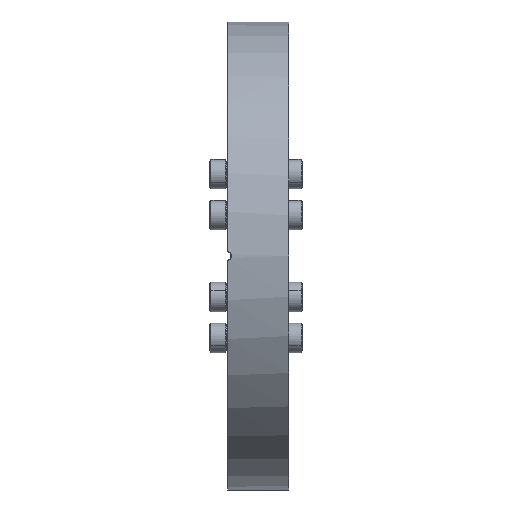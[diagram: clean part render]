
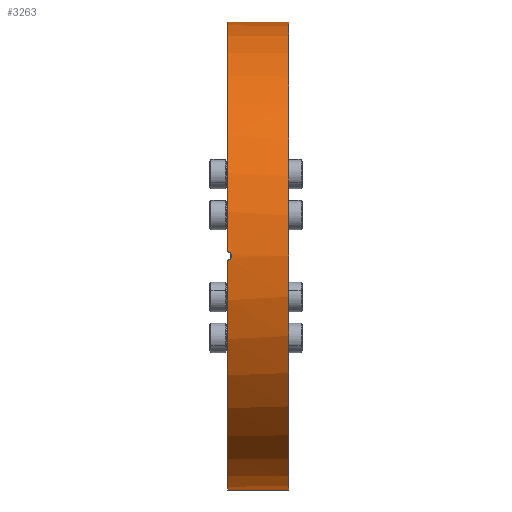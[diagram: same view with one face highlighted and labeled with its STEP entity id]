
A CAD part, left-side view. The second image highlights one B-rep face of the part: STEP entity #3263.
In plain terms, the highlighted cylindrical face has radius 57.15 mm (diameter 114.3 mm), a partial arc.
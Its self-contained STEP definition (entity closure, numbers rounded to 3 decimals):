
#9 = DIRECTION ( 'NONE',  ( 0., 1., 0. ) ) ;
#213 = CARTESIAN_POINT ( 'NONE',  ( -57.141, -0.132, 1. ) ) ;
#225 = CARTESIAN_POINT ( 'NONE',  ( -57.15, -0.974, 0.263 ) ) ;
#300 = EDGE_CURVE ( 'NONE', #606, #2274, #1257, .T. ) ;
#417 = ORIENTED_EDGE ( 'NONE', *, *, #4221, .F. ) ;
#458 = VERTEX_POINT ( 'NONE', #3358 ) ;
#473 = CARTESIAN_POINT ( 'NONE',  ( -57.141, 0., 1. ) ) ;
#504 = DIRECTION ( 'NONE',  ( 0., 1., 0. ) ) ;
#520 = CARTESIAN_POINT ( 'NONE',  ( 0., -15., 0. ) ) ;
#528 = CARTESIAN_POINT ( 'NONE',  ( -57.147, -0.801, -0.613 ) ) ;
#606 = VERTEX_POINT ( 'NONE', #473 ) ;
#843 = CARTESIAN_POINT ( 'NONE',  ( -57.141, -0.264, -1. ) ) ;
#949 = CIRCLE ( 'NONE', #1373, 57.15 ) ;
#1005 = CARTESIAN_POINT ( 'NONE',  ( 0., -15., 57.15 ) ) ;
#1028 = CARTESIAN_POINT ( 'NONE',  ( 0., 0., 0. ) ) ;
#1173 = CARTESIAN_POINT ( 'NONE',  ( -57.141, 0., -1. ) ) ;
#1196 = CARTESIAN_POINT ( 'NONE',  ( -57.141, 0., 1. ) ) ;
#1216 = EDGE_LOOP ( 'NONE', ( #1768, #3889, #2743, #417, #2936, #2703 ) ) ;
#1232 = VERTEX_POINT ( 'NONE', #4222 ) ;
#1257 = B_SPLINE_CURVE_WITH_KNOTS ( 'NONE', 3,
 ( #1196, #213, #1864, #2785, #3439, #3805, #1486, #225, #3129, #1809, #2137, #2471, #528, #1498, #843, #1173 ),
 .UNSPECIFIED., .F., .F.,
 ( 4, 2, 2, 2, 2, 2, 2, 4 ),
 ( 0., 0., 0.001, 0.001, 0.002, 0.002, 0.002, 0.003 ),
 .UNSPECIFIED. ) ;
#1319 = EDGE_CURVE ( 'NONE', #4116, #3147, #2327, .T. ) ;
#1373 = AXIS2_PLACEMENT_3D ( 'NONE', #1548, #1566, #4168 ) ;
#1378 = EDGE_CURVE ( 'NONE', #458, #2274, #3614, .T. ) ;
#1486 = CARTESIAN_POINT ( 'NONE',  ( -57.148, -0.874, 0.503 ) ) ;
#1498 = CARTESIAN_POINT ( 'NONE',  ( -57.143, -0.521, -0.893 ) ) ;
#1548 = CARTESIAN_POINT ( 'NONE',  ( 0., -15., 0. ) ) ;
#1566 = DIRECTION ( 'NONE',  ( 0., 1., 0. ) ) ;
#1768 = ORIENTED_EDGE ( 'NONE', *, *, #1847, .F. ) ;
#1809 = CARTESIAN_POINT ( 'NONE',  ( -57.15, -1., -0.13 ) ) ;
#1847 = EDGE_CURVE ( 'NONE', #1232, #458, #3401, .T. ) ;
#1864 = CARTESIAN_POINT ( 'NONE',  ( -57.142, -0.262, 0.974 ) ) ;
#1921 = VECTOR ( 'NONE', #2570, 1000. ) ;
#2004 = DIRECTION ( 'NONE',  ( 0., 0., 1. ) ) ;
#2105 = FACE_OUTER_BOUND ( 'NONE', #1216, .T. ) ;
#2137 = CARTESIAN_POINT ( 'NONE',  ( -57.15, -0.974, -0.261 ) ) ;
#2155 = EDGE_CURVE ( 'NONE', #1232, #4116, #949, .T. ) ;
#2274 = VERTEX_POINT ( 'NONE', #3237 ) ;
#2293 = AXIS2_PLACEMENT_3D ( 'NONE', #1028, #9, #2616 ) ;
#2324 = DIRECTION ( 'NONE',  ( 0., 1., 0. ) ) ;
#2327 = LINE ( 'NONE', #1005, #3986 ) ;
#2449 = CARTESIAN_POINT ( 'NONE',  ( 0., 0., 57.15 ) ) ;
#2455 = CIRCLE ( 'NONE', #3266, 57.15 ) ;
#2471 = CARTESIAN_POINT ( 'NONE',  ( -57.148, -0.874, -0.503 ) ) ;
#2570 = DIRECTION ( 'NONE',  ( 0., 1., 0. ) ) ;
#2616 = DIRECTION ( 'NONE',  ( 0., 0., 1. ) ) ;
#2642 = AXIS2_PLACEMENT_3D ( 'NONE', #520, #504, #3432 ) ;
#2657 = CARTESIAN_POINT ( 'NONE',  ( 0., -15., 57.15 ) ) ;
#2703 = ORIENTED_EDGE ( 'NONE', *, *, #1378, .F. ) ;
#2743 = ORIENTED_EDGE ( 'NONE', *, *, #1319, .T. ) ;
#2785 = CARTESIAN_POINT ( 'NONE',  ( -57.143, -0.504, 0.874 ) ) ;
#2936 = ORIENTED_EDGE ( 'NONE', *, *, #300, .T. ) ;
#3129 = CARTESIAN_POINT ( 'NONE',  ( -57.15, -1., 0.131 ) ) ;
#3147 = VERTEX_POINT ( 'NONE', #2449 ) ;
#3237 = CARTESIAN_POINT ( 'NONE',  ( -57.141, 0., -1. ) ) ;
#3263 = ADVANCED_FACE ( 'NONE', ( #2105 ), #4119, .T. ) ;
#3265 = DIRECTION ( 'NONE',  ( 0., 1., 0. ) ) ;
#3266 = AXIS2_PLACEMENT_3D ( 'NONE', #3665, #2324, #2004 ) ;
#3358 = CARTESIAN_POINT ( 'NONE',  ( 0., 0., -57.15 ) ) ;
#3401 = LINE ( 'NONE', #3881, #1921 ) ;
#3432 = DIRECTION ( 'NONE',  ( 0., 0., 1. ) ) ;
#3439 = CARTESIAN_POINT ( 'NONE',  ( -57.144, -0.615, 0.799 ) ) ;
#3614 = CIRCLE ( 'NONE', #2293, 57.15 ) ;
#3665 = CARTESIAN_POINT ( 'NONE',  ( 0., 0., 0. ) ) ;
#3805 = CARTESIAN_POINT ( 'NONE',  ( -57.147, -0.799, 0.615 ) ) ;
#3881 = CARTESIAN_POINT ( 'NONE',  ( 0., -15., -57.15 ) ) ;
#3889 = ORIENTED_EDGE ( 'NONE', *, *, #2155, .T. ) ;
#3986 = VECTOR ( 'NONE', #3265, 1000. ) ;
#4116 = VERTEX_POINT ( 'NONE', #2657 ) ;
#4119 = CYLINDRICAL_SURFACE ( 'NONE', #2642, 57.15 ) ;
#4168 = DIRECTION ( 'NONE',  ( 0., 0., 1. ) ) ;
#4221 = EDGE_CURVE ( 'NONE', #606, #3147, #2455, .T. ) ;
#4222 = CARTESIAN_POINT ( 'NONE',  ( 0., -15., -57.15 ) ) ;
